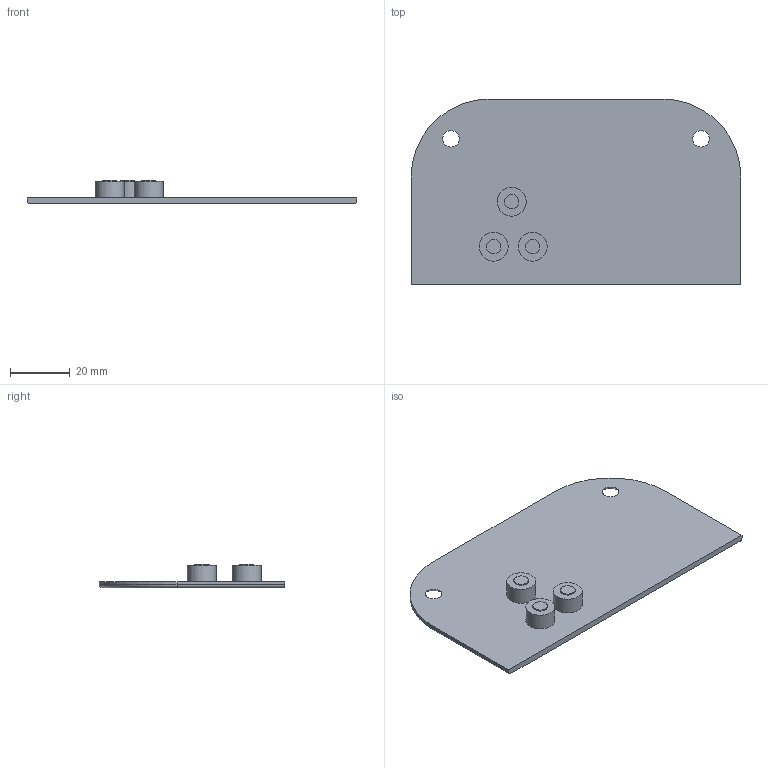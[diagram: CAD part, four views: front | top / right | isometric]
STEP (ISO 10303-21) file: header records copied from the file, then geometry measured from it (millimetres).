
FILE_DESCRIPTION(/* description */ (''),/* implementation_level */ '2;1');
FILE_NAME(/* name */ 'bottomplate_top.step',/* time_stamp */ '2024-10-26T23:28:28+02:00',/* author */ (''),/* organization */ (''),/* preprocessor_version */ 'ST-DEVELOPER v20',/* originating_system */ 'Autodesk Translation Framework v13.20.0.188',/* authorisation */ '');
FILE_SCHEMA (('AUTOMOTIVE_DESIGN { 1 0 10303 214 3 1 1 }'));
Length unit declared in the file: millimetre
Products named in the file (1): portable vpin
Bounding box: 110 x 62 x 8 mm (x, y, z)
Volume: 14081.4 mm3; surface area: 14082.5 mm2
Topology: 1 solids, 1 shells, 27 faces, 53 edges, 34 vertices
Faces by surface type: plane 12, cylinder 11, torus 2, cone 2
Full cylindrical faces by diameter (mm): 4.838 x3, 9.639 x3
Entity records: 759 total; most frequent: DIRECTION 137, CARTESIAN_POINT 115, ORIENTED_EDGE 106, AXIS2_PLACEMENT_3D 56, EDGE_CURVE 53, EDGE_LOOP 37, VERTEX_POINT 34, CIRCLE 28
